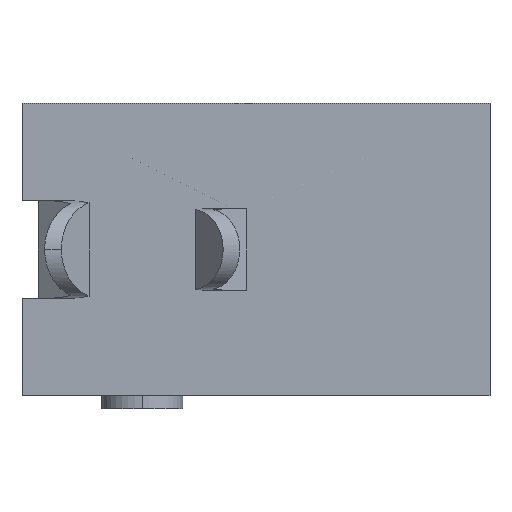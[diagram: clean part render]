
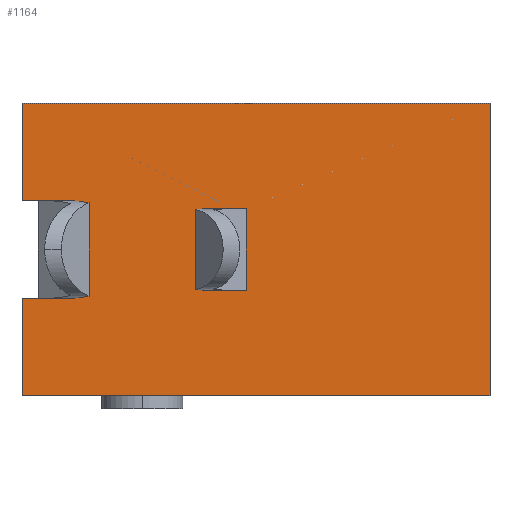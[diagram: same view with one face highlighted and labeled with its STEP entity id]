
A CAD part, front view. The second image highlights one B-rep face of the part: STEP entity #1164.
In plain terms, the highlighted planar face has unit normal (0, -1, 0).
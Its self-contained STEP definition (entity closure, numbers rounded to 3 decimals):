
#22=DIRECTION('',(-1.,0.,0.));
#23=VECTOR('',#22,2.5);
#24=CARTESIAN_POINT('',(-9.45,-6.5,-4.5));
#25=LINE('',#24,#23);
#62=DIRECTION('',(-1.,0.,0.));
#63=VECTOR('',#62,9.45);
#64=CARTESIAN_POINT('',(0.,-6.5,-4.5));
#65=LINE('',#64,#63);
#74=DIRECTION('',(-1.,0.,0.));
#75=VECTOR('',#74,2.45);
#76=CARTESIAN_POINT('',(-11.95,-6.5,-4.5));
#77=LINE('',#76,#75);
#82=DIRECTION('',(0.,0.,-1.));
#83=VECTOR('',#82,3.);
#84=CARTESIAN_POINT('',(-14.4,-6.5,4.5));
#85=LINE('',#84,#83);
#86=DIRECTION('',(0.,0.,1.));
#87=VECTOR('',#86,2.5);
#88=CARTESIAN_POINT('',(-7.9,-6.5,-1.25));
#89=LINE('',#88,#87);
#90=DIRECTION('',(0.,0.,-1.));
#91=VECTOR('',#90,2.5);
#92=CARTESIAN_POINT('',(-7.5,-6.5,1.25));
#93=LINE('',#92,#91);
#94=DIRECTION('',(-1.,0.,0.));
#95=VECTOR('',#94,0.5);
#96=CARTESIAN_POINT('',(-13.9,-6.5,1.5));
#97=LINE('',#96,#95);
#122=DIRECTION('',(1.,0.,0.));
#123=VECTOR('',#122,0.4);
#124=CARTESIAN_POINT('',(-13.9,-6.5,-1.5));
#125=LINE('',#124,#123);
#150=DIRECTION('',(-1.,0.,0.));
#151=VECTOR('',#150,0.4);
#152=CARTESIAN_POINT('',(-13.5,-6.5,1.5));
#153=LINE('',#152,#151);
#234=DIRECTION('',(0.,0.,1.));
#235=VECTOR('',#234,3.);
#236=CARTESIAN_POINT('',(-13.5,-6.5,-1.5));
#237=LINE('',#236,#235);
#246=DIRECTION('',(1.,0.,0.));
#247=VECTOR('',#246,0.5);
#248=CARTESIAN_POINT('',(-14.4,-6.5,-1.5));
#249=LINE('',#248,#247);
#258=DIRECTION('',(0.,0.,1.));
#259=VECTOR('',#258,3.);
#260=CARTESIAN_POINT('',(-14.4,-6.5,-4.5));
#261=LINE('',#260,#259);
#312=DIRECTION('',(1.,0.,0.));
#313=VECTOR('',#312,14.4);
#314=CARTESIAN_POINT('',(-14.4,-6.5,4.5));
#315=LINE('',#314,#313);
#437=DIRECTION('',(0.,0.,-1.));
#438=VECTOR('',#437,9.);
#439=CARTESIAN_POINT('',(0.,-6.5,4.5));
#440=LINE('',#439,#438);
#584=DIRECTION('',(-1.,0.,0.));
#585=VECTOR('',#584,0.4);
#586=CARTESIAN_POINT('',(-7.5,-6.5,1.25));
#587=LINE('',#586,#585);
#684=DIRECTION('',(1.,0.,0.));
#685=VECTOR('',#684,0.4);
#686=CARTESIAN_POINT('',(-7.9,-6.5,-1.25));
#687=LINE('',#686,#685);
#793=CARTESIAN_POINT('',(0.,-6.5,-4.5));
#794=CARTESIAN_POINT('',(-9.45,-6.5,-4.5));
#795=VERTEX_POINT('',#793);
#796=VERTEX_POINT('',#794);
#797=CARTESIAN_POINT('',(-13.9,-6.5,1.5));
#798=CARTESIAN_POINT('',(-14.4,-6.5,1.5));
#799=VERTEX_POINT('',#797);
#800=VERTEX_POINT('',#798);
#834=CARTESIAN_POINT('',(-14.4,-6.5,-4.5));
#836=VERTEX_POINT('',#834);
#837=CARTESIAN_POINT('',(-13.9,-6.5,-1.5));
#838=CARTESIAN_POINT('',(-13.5,-6.5,-1.5));
#839=VERTEX_POINT('',#837);
#840=VERTEX_POINT('',#838);
#861=CARTESIAN_POINT('',(-7.9,-6.5,-1.25));
#862=CARTESIAN_POINT('',(-7.9,-6.5,1.25));
#863=VERTEX_POINT('',#861);
#864=VERTEX_POINT('',#862);
#881=CARTESIAN_POINT('',(-11.95,-6.5,-4.5));
#882=VERTEX_POINT('',#881);
#896=CARTESIAN_POINT('',(-13.5,-6.5,1.5));
#897=VERTEX_POINT('',#896);
#909=CARTESIAN_POINT('',(0.,-6.5,4.5));
#911=VERTEX_POINT('',#909);
#927=CARTESIAN_POINT('',(-14.4,-6.5,-1.5));
#929=VERTEX_POINT('',#927);
#954=CARTESIAN_POINT('',(-7.5,-6.5,1.25));
#955=VERTEX_POINT('',#954);
#972=CARTESIAN_POINT('',(-14.4,-6.5,4.5));
#973=VERTEX_POINT('',#972);
#976=CARTESIAN_POINT('',(-7.5,-6.5,-1.25));
#977=VERTEX_POINT('',#976);
#1126=CARTESIAN_POINT('',(-14.4,-6.5,4.5));
#1127=DIRECTION('',(0.,-1.,0.));
#1128=DIRECTION('',(0.707,0.,-0.707));
#1129=AXIS2_PLACEMENT_3D('',#1126,#1127,#1128);
#1130=PLANE('',#1129);
#1132=ORIENTED_EDGE('',*,*,#1131,.T.);
#1134=ORIENTED_EDGE('',*,*,#1133,.F.);
#1136=ORIENTED_EDGE('',*,*,#1135,.T.);
#1138=ORIENTED_EDGE('',*,*,#1137,.T.);
#1139=ORIENTED_EDGE('',*,*,#1085,.T.);
#1140=ORIENTED_EDGE('',*,*,#1014,.T.);
#1141=ORIENTED_EDGE('',*,*,#1109,.T.);
#1143=ORIENTED_EDGE('',*,*,#1142,.T.);
#1145=ORIENTED_EDGE('',*,*,#1144,.T.);
#1147=ORIENTED_EDGE('',*,*,#1146,.T.);
#1149=ORIENTED_EDGE('',*,*,#1148,.T.);
#1151=ORIENTED_EDGE('',*,*,#1150,.T.);
#1152=EDGE_LOOP('',(#1132,#1134,#1136,#1138,#1139,#1140,#1141,#1143,#1145,#1147,
#1149,#1151));
#1153=FACE_OUTER_BOUND('',#1152,.F.);
#1155=ORIENTED_EDGE('',*,*,#1154,.T.);
#1157=ORIENTED_EDGE('',*,*,#1156,.F.);
#1159=ORIENTED_EDGE('',*,*,#1158,.T.);
#1161=ORIENTED_EDGE('',*,*,#1160,.F.);
#1162=EDGE_LOOP('',(#1155,#1157,#1159,#1161));
#1163=FACE_BOUND('',#1162,.F.);
#1014=EDGE_CURVE('',#796,#882,#25,.T.);
#1085=EDGE_CURVE('',#795,#796,#65,.T.);
#1109=EDGE_CURVE('',#882,#836,#77,.T.);
#1131=EDGE_CURVE('',#799,#800,#97,.T.);
#1133=EDGE_CURVE('',#973,#800,#85,.T.);
#1135=EDGE_CURVE('',#973,#911,#315,.T.);
#1137=EDGE_CURVE('',#911,#795,#440,.T.);
#1142=EDGE_CURVE('',#836,#929,#261,.T.);
#1144=EDGE_CURVE('',#929,#839,#249,.T.);
#1146=EDGE_CURVE('',#839,#840,#125,.T.);
#1148=EDGE_CURVE('',#840,#897,#237,.T.);
#1150=EDGE_CURVE('',#897,#799,#153,.T.);
#1154=EDGE_CURVE('',#955,#864,#587,.T.);
#1156=EDGE_CURVE('',#863,#864,#89,.T.);
#1158=EDGE_CURVE('',#863,#977,#687,.T.);
#1160=EDGE_CURVE('',#955,#977,#93,.T.);
#1164=ADVANCED_FACE('',(#1153,#1163),#1130,.T.);
